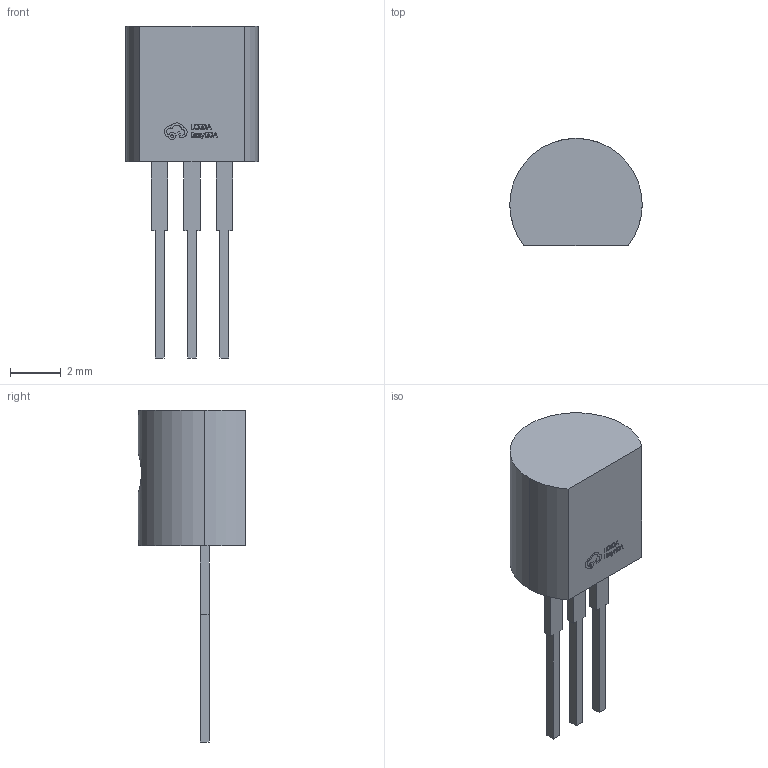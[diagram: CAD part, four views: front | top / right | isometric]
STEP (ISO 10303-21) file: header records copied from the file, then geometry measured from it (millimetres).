
FILE_DESCRIPTION (( 'STEP AP214' ), '1' );
FILE_NAME ('TO-92-3_L4.9-W3.7-H5.3-P1.27-R.step', '2022-08-01T13:17:30', ( '' ), ( '' ), 'SwSTEP 2.0', 'SolidWorks 2020', '' );
FILE_SCHEMA (( 'AUTOMOTIVE_DESIGN' ));
Length unit declared in the file: millimetre
Products named in the file (1): TO-92-3_L4.9-W3.7-H5.3-P1.27-R
Bounding box: 5.2 x 4.2 x 13.03 mm (x, y, z)
Volume: 100.8 mm3; surface area: 159.8 mm2
Topology: 1 solids, 1 shells, 260 faces, 705 edges, 470 vertices
Faces by surface type: plane 157, bspline 98, cylinder 5
Entity records: 11547 total; most frequent: CARTESIAN_POINT 2770, ORIENTED_EDGE 1410, DIRECTION 837, EDGE_CURVE 705, LINE 495, VECTOR 495, VERTEX_POINT 470, EDGE_LOOP 283
